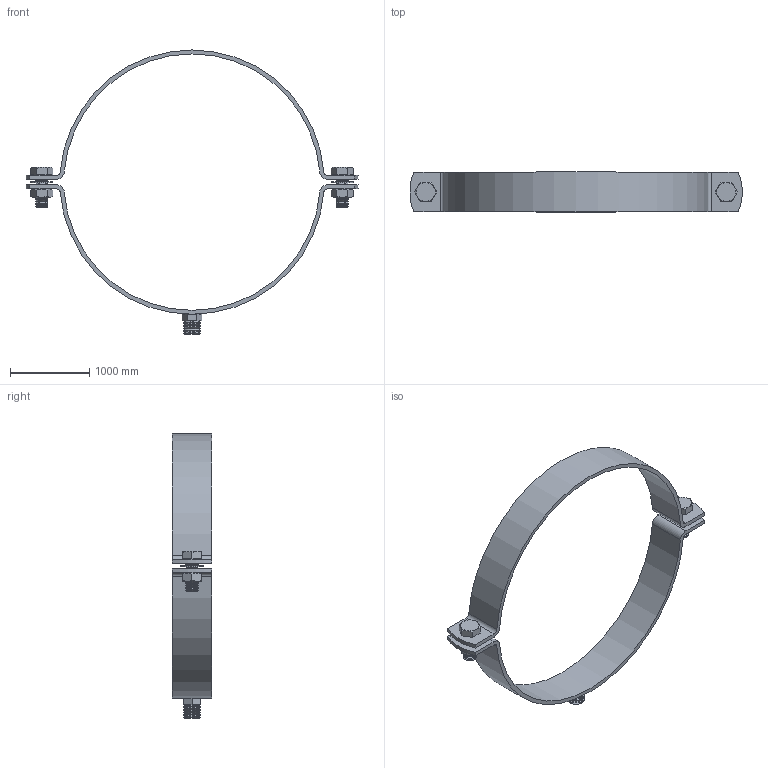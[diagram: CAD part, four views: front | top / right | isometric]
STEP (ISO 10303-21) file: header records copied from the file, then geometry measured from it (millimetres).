
FILE_DESCRIPTION(/* description */ (''),/* implementation_level */ '2;1');
FILE_NAME(/* name */ '00977.300X_3D.stp',/* time_stamp */ '2026-02-19T07:56:34+01:00',/* author */ ('c.rudolph'),/* organization */ (''),/* preprocessor_version */ 'ST-DEVELOPER v20.1',/* originating_system */ 'AutoCAD Mechanical',/* authorisation */ '');
FILE_SCHEMA (('AUTOMOTIVE_DESIGN { 1 0 10303 214 3 1 1 }'));
Length unit declared in the file: centimetre
Products named in the file (2): Product; *S0
Assembly tree (1 placements, depth 2):
  Product
    *S0
Bounding box: 4195.95 x 500 x 3590 mm (x, y, z)
Volume: 325253217.2 mm3; surface area: 14874207.2 mm2
Topology: 9 solids, 9 shells, 232 faces, 496 edges, 293 vertices
Faces by surface type: cone 140, plane 62, cylinder 30
Full cylindrical faces by diameter (mm): 120 x1, 138.35 x2, 160 x2, 175 x4, 186 x1, 224.9 x2, 280 x2
Entity records: 6207 total; most frequent: DIRECTION 1125, CARTESIAN_POINT 1120, ORIENTED_EDGE 982, EDGE_CURVE 491, AXIS2_PLACEMENT_3D 442, VERTEX_POINT 283, EDGE_LOOP 256, LINE 241
